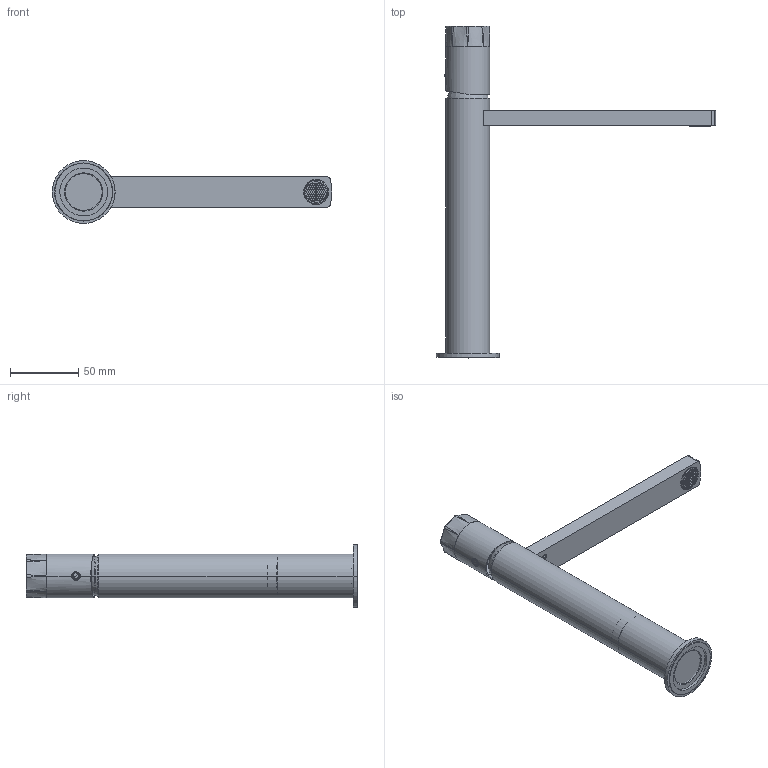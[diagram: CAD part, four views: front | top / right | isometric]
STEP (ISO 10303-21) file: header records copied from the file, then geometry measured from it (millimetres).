
FILE_DESCRIPTION(('CATIA V5 STEP Exchange','CAx-IF Rec.Pracs.--- Model Styling and Organization---1.5--- 2016-08-15','CAx-IF Rec.Pracs.---Supplemental Geometry---1.0---2011-11-01','CAx-IF Rec.Pracs.--- Composite Materials ---3.4---2017-06-13','CAx-IF Rec.Pracs.---Tessellated 3D Geometry---1.0---2015-12-17'),'2;1');
FILE_NAME('X6 00150.stp','2022-09-16T06:28:15+00:00',('none'),('none'),'CATIA Version 5-6 Release 2020 SP2','CATIA V5 STEP AP242 v2','none');
FILE_SCHEMA(('AP242_MANAGED_MODEL_BASED_3D_ENGINEERING_MIM_LF {1 0 10303 442 1 1 4}'));
Length unit declared in the file: millimetre
Products named in the file (25): X6 00150; PR9D109; P47408; PR96325; PX0485; PX0487; PX0486; PX0488; PX0489; PX0484; PX0490; P41086; P96491; P46863; P44805; P47329; E-POR.2087; P52442; P42743; P50417; P47394; P50533; PR9D171; P47573; P53050
Assembly tree (25 placements, depth 3):
  X6 00150
    PR9D109
      P47408
    PR96325
      PX0485
      PX0487
      PX0486
      PX0488
      PX0489
      PX0484
      PX0490
    P41086  x2
    P96491
    P46863
    P44805
    P47329
    E-POR.2087
    P52442
    P42743
    P50417
    P47394
    P50533
    PR9D171
      P47573
      P53050
Bounding box: 204.62 x 243 x 46 mm (x, y, z)
Volume: 185190.6 mm3; surface area: 75041.9 mm2
Topology: 22 solids, 23 shells, 1908 faces, 4796 edges, 2960 vertices
Faces by surface type: plane 795, cylinder 546, torus 222, cone 151, bspline 118, sphere 74, revolution 2
Entity records: 60537 total; most frequent: CARTESIAN_POINT 20690, ORIENTED_EDGE 9326, DIRECTION 5694, EDGE_CURVE 4663, VERTEX_POINT 2936, VECTOR 2366, LINE 2366, AXIS2_PLACEMENT_3D 2317
